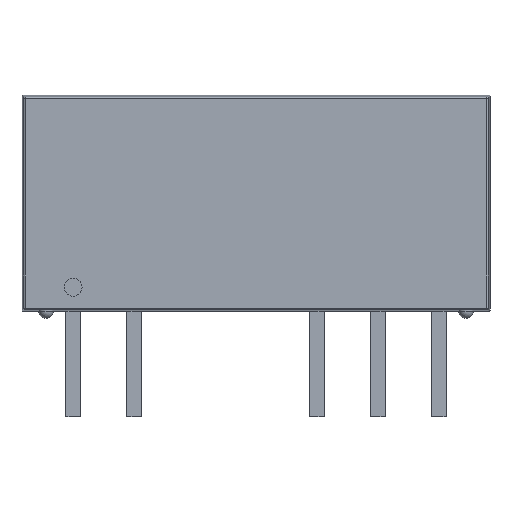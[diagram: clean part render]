
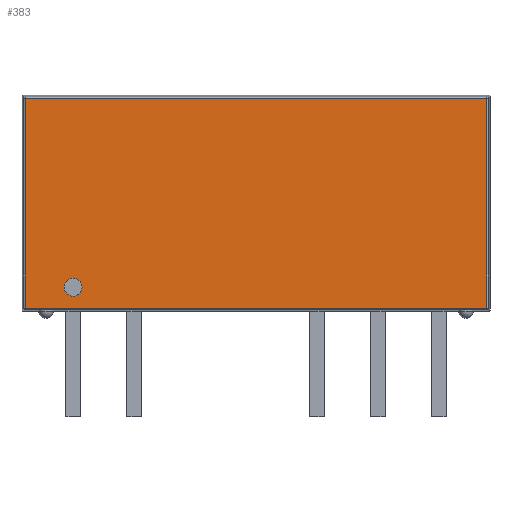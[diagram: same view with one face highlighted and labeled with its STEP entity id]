
A CAD part, front view. The second image highlights one B-rep face of the part: STEP entity #383.
In plain terms, the highlighted planar face has unit normal (0, -1, 0).
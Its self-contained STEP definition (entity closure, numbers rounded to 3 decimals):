
#108 = VERTEX_POINT('',#109);
#109 = CARTESIAN_POINT('',(-7.245,-4.4,1.4));
#115 = EDGE_CURVE('',#116,#108,#118,.T.);
#116 = VERTEX_POINT('',#117);
#117 = CARTESIAN_POINT('',(-7.995,-4.4,1.4));
#118 = CIRCLE('',#119,0.375);
#119 = AXIS2_PLACEMENT_3D('',#120,#121,#122);
#120 = CARTESIAN_POINT('',(-7.62,-4.4,1.4));
#121 = DIRECTION('',(0.,-1.,0.));
#122 = DIRECTION('',(1.,0.,0.));
#147 = EDGE_CURVE('',#108,#116,#148,.T.);
#148 = CIRCLE('',#149,0.375);
#149 = AXIS2_PLACEMENT_3D('',#150,#151,#152);
#150 = CARTESIAN_POINT('',(-7.62,-4.4,1.4));
#151 = DIRECTION('',(0.,-1.,0.));
#152 = DIRECTION('',(1.,0.,0.));
#383 = ADVANCED_FACE('',(#384,#418),#422,.F.);
#384 = FACE_BOUND('',#385,.T.);
#385 = EDGE_LOOP('',(#386,#396,#404,#412));
#386 = ORIENTED_EDGE('',*,*,#387,.T.);
#387 = EDGE_CURVE('',#388,#390,#392,.T.);
#388 = VERTEX_POINT('',#389);
#389 = CARTESIAN_POINT('',(9.622,-4.4,9.272));
#390 = VERTEX_POINT('',#391);
#391 = CARTESIAN_POINT('',(-9.622,-4.4,9.272));
#392 = LINE('',#393,#394);
#393 = CARTESIAN_POINT('',(-9.671,-4.4,9.272));
#394 = VECTOR('',#395,1.);
#395 = DIRECTION('',(-1.,0.,0.));
#396 = ORIENTED_EDGE('',*,*,#397,.T.);
#397 = EDGE_CURVE('',#390,#398,#400,.T.);
#398 = VERTEX_POINT('',#399);
#399 = CARTESIAN_POINT('',(-9.622,-4.4,0.528));
#400 = LINE('',#401,#402);
#401 = CARTESIAN_POINT('',(-9.622,-4.4,0.479));
#402 = VECTOR('',#403,1.);
#403 = DIRECTION('',(0.,0.,-1.));
#404 = ORIENTED_EDGE('',*,*,#405,.T.);
#405 = EDGE_CURVE('',#398,#406,#408,.T.);
#406 = VERTEX_POINT('',#407);
#407 = CARTESIAN_POINT('',(9.622,-4.4,0.528));
#408 = LINE('',#409,#410);
#409 = CARTESIAN_POINT('',(9.671,-4.4,0.528));
#410 = VECTOR('',#411,1.);
#411 = DIRECTION('',(1.,0.,0.));
#412 = ORIENTED_EDGE('',*,*,#413,.T.);
#413 = EDGE_CURVE('',#406,#388,#414,.T.);
#414 = LINE('',#415,#416);
#415 = CARTESIAN_POINT('',(9.622,-4.4,9.321));
#416 = VECTOR('',#417,1.);
#417 = DIRECTION('',(0.,0.,1.));
#418 = FACE_BOUND('',#419,.T.);
#419 = EDGE_LOOP('',(#420,#421));
#420 = ORIENTED_EDGE('',*,*,#147,.F.);
#421 = ORIENTED_EDGE('',*,*,#115,.F.);
#422 = PLANE('',#423);
#423 = AXIS2_PLACEMENT_3D('',#424,#425,#426);
#424 = CARTESIAN_POINT('',(-9.75,-4.4,9.4));
#425 = DIRECTION('',(0.,1.,0.));
#426 = DIRECTION('',(-1.,0.,0.));
